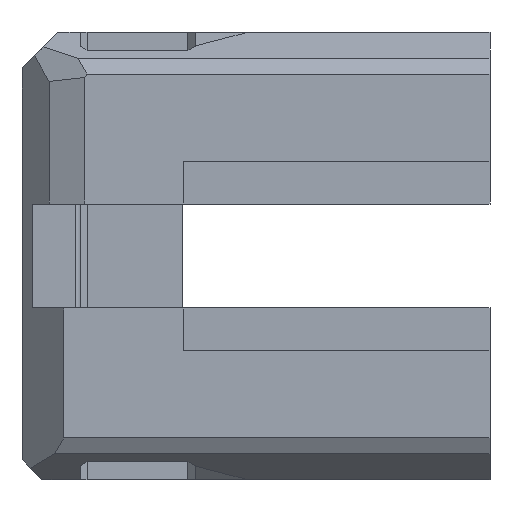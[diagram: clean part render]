
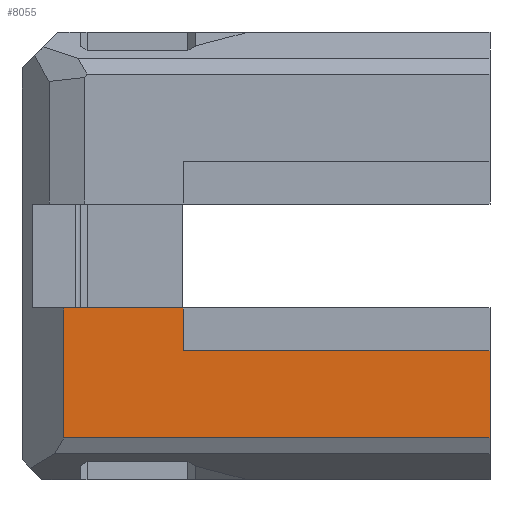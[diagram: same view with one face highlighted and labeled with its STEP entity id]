
A CAD part, left-side view. The second image highlights one B-rep face of the part: STEP entity #8055.
In plain terms, the highlighted planar face has unit normal (-1, 0, 0).
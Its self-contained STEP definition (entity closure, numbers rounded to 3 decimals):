
#1008=FACE_OUTER_BOUND('',#1473,.T.);
#1473=EDGE_LOOP('',(#7256,#7257,#7258,#7259,#7260,#7261));
#2149=LINE('',#15747,#2959);
#2178=LINE('',#15805,#2988);
#2247=LINE('',#16053,#3057);
#2275=LINE('',#16110,#3085);
#2276=LINE('',#16113,#3086);
#2277=LINE('',#16114,#3087);
#2959=VECTOR('',#10656,4.11);
#2988=VECTOR('',#10709,11.5);
#3057=VECTOR('',#10946,29.5);
#3085=VECTOR('',#11012,8.39);
#3086=VECTOR('',#11015,41.);
#3087=VECTOR('',#11016,12.5);
#3758=VERTEX_POINT('',#15744);
#3759=VERTEX_POINT('',#15746);
#3775=VERTEX_POINT('',#15802);
#3818=VERTEX_POINT('',#16052);
#3827=VERTEX_POINT('',#16105);
#3829=VERTEX_POINT('',#16112);
#4832=EDGE_CURVE('',#3759,#3758,#2149,.T.);
#4863=EDGE_CURVE('',#3758,#3775,#2178,.T.);
#4956=EDGE_CURVE('',#3759,#3818,#2247,.T.);
#4984=EDGE_CURVE('',#3818,#3827,#2275,.T.);
#4985=EDGE_CURVE('',#3827,#3829,#2276,.T.);
#4986=EDGE_CURVE('',#3829,#3775,#2277,.T.);
#7256=ORIENTED_EDGE('',*,*,#4985,.F.);
#7257=ORIENTED_EDGE('',*,*,#4984,.F.);
#7258=ORIENTED_EDGE('',*,*,#4956,.F.);
#7259=ORIENTED_EDGE('',*,*,#4832,.T.);
#7260=ORIENTED_EDGE('',*,*,#4863,.T.);
#7261=ORIENTED_EDGE('',*,*,#4986,.F.);
#7611=PLANE('',#8798);
#8055=ADVANCED_FACE('',(#1008),#7611,.T.);
#8798=AXIS2_PLACEMENT_3D('',#16111,#11013,#11014);
#10656=DIRECTION('',(0.,0.,1.));
#10709=DIRECTION('',(0.,1.,0.));
#10946=DIRECTION('',(0.,-1.,0.));
#11012=DIRECTION('',(0.,0.,-1.));
#11013=DIRECTION('center_axis',(-1.,0.,0.));
#11014=DIRECTION('ref_axis',(0.,0.,1.));
#11015=DIRECTION('',(0.,1.,0.));
#11016=DIRECTION('',(0.,0.,1.));
#15744=CARTESIAN_POINT('',(597.237,126.386,1083.774));
#15746=CARTESIAN_POINT('',(597.237,126.386,1079.664));
#15747=CARTESIAN_POINT('',(597.237,126.386,1079.664));
#15802=CARTESIAN_POINT('',(597.237,137.886,1083.774));
#15805=CARTESIAN_POINT('',(597.237,126.386,1083.774));
#16052=CARTESIAN_POINT('',(597.237,96.886,1079.664));
#16053=CARTESIAN_POINT('',(597.237,126.386,1079.664));
#16105=CARTESIAN_POINT('',(597.237,96.886,1071.274));
#16110=CARTESIAN_POINT('',(597.237,96.886,1079.664));
#16111=CARTESIAN_POINT('Origin',(597.237,141.886,1063.774));
#16112=CARTESIAN_POINT('',(597.237,137.886,1071.274));
#16113=CARTESIAN_POINT('',(597.237,96.886,1071.274));
#16114=CARTESIAN_POINT('',(597.237,137.886,1071.274));
